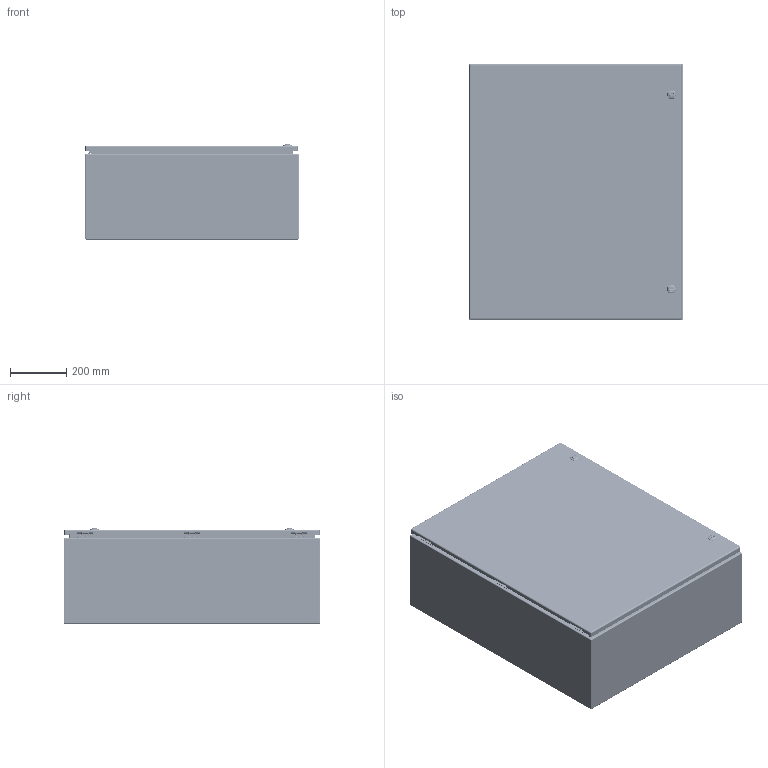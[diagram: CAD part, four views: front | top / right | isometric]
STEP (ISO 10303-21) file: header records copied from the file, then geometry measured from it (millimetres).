
FILE_DESCRIPTION(/* description */ ('5412EALBU 36" x 30" x 12" Assembly'),/* implementation_level */ '2;1');
FILE_NAME(/* name */ '5412EALBU363012.stp',/* time_stamp */ '2025-06-26T17:49:24-04:00',/* author */ ('BoxCad'),/* organization */ (''),/* preprocessor_version */ 'ST-DEVELOPER v20',/* originating_system */ 'Autodesk Inventor 2024',/* authorisation */ '');
FILE_SCHEMA (('AUTOMOTIVE_DESIGN { 1 0 10303 214 3 1 1 }'));
Products named in the file (49): 5412EALBU363012; 5412EALBU363012B; 5412EALBU363012B-P; STK-Q-16010; STUD_AL_M6 x 16mm; 5412EALBU363012C; 5412EALBU363012C-P; 5412EALBU363012G; STK-A-33006-1; STK-A-33006-2; STK-A-33006-3; STK-Q-33006-A; STK-Q-33006-P; STK-Q-33006-B; STK-Q-90261; STK-Q-16060; STK-Q-46020-36; STK-Q-07220-1; STK-Q-07220-2; STK-Q-07220-3; STK-Q-07220-4; STK-Q-07220-A; STK-Q-07220-B; STK-P-02400S; STK-S-00100; STK-A-880SCQ4-SL; STK-Q-78110; STK-Q-78120; STK-Q-78145; STK-Q-03200; STK-Q-78125; STK-Q-78141; STK-Q-90390; STK-Q-78160; STK-Q-04051-08-1; STK-Q-04051-08-2; STK-Q-04051-08-3; STK-Q-04051-08-4; STK-Q-04051-08-5; STK-Q-04051-08-6 ...
Assembly tree (101 placements, depth 4):
  5412EALBU363012
    5412EALBU363012B
      5412EALBU363012B-P
      STK-Q-16010  x6
      STK-P-02400S
      STUD_AL_M6 x 16mm
    5412EALBU363012C
      5412EALBU363012C-P
      5412EALBU363012G
      STK-A-33006-1
        STK-Q-33006-A
        STK-Q-33006-P  x2
        STK-Q-33006-B  x2
        STK-Q-90261  x2
      STK-A-33006-2
        STK-Q-33006-A
        STK-Q-33006-P  x2
        STK-Q-33006-B  x2
        STK-Q-90261  x2
      STK-A-33006-3
        STK-Q-33006-A
        STK-Q-33006-P  x2
        STK-Q-33006-B  x2
        STK-Q-90261  x2
      STK-Q-16060  x4
      STK-Q-46020-36  x2
      STK-Q-07220-1
        STK-Q-07220-A
        STK-Q-07220-B
      STK-Q-07220-2
        STK-Q-07220-A
        STK-Q-07220-B
      STK-Q-07220-3
        STK-Q-07220-A
        STK-Q-07220-B
      STK-Q-07220-4
        STK-Q-07220-A
        STK-Q-07220-B
      STK-P-02400S
      STK-S-00100
      STK-A-880SCQ4-SL  x2
        STK-Q-78110
        STK-Q-78120
        STK-Q-78145
        STK-Q-03200
        STK-Q-78125
        STK-Q-78141
        STK-Q-90390
        STK-Q-78160
    STK-Q-04051-08-1
      STK-Q-04051-08-P
      STK-Q-04051-N
    STK-Q-04051-08-2
      STK-Q-04051-08-P
      STK-Q-04051-N
    STK-Q-04051-08-3
      STK-Q-04051-08-P
      STK-Q-04051-N
    STK-Q-04051-08-4
      STK-Q-04051-08-P
Bounding box: 762 x 914.4 x 338.65 mm (x, y, z)
Volume: 7959089.9 mm3; surface area: 6832582 mm2
Topology: 87 solids, 87 shells, 7797 faces, 20007 edges, 12486 vertices
Faces by surface type: plane 3651, bspline 1687, cylinder 1605, torus 518, sphere 208, cone 128
Full cylindrical faces by diameter (mm): 0.75 x11, 0.762 x11, 1 x12, 1.125 x6, 3.2 x18, 4.191 x64, 4.85 x24, 4.917 x6, 5 x4, 5.1 x28, 5.156 x2, 5.9 x97, 6 x6, 6.015 x64, 6.35 x6, 6.8 x4, 6.85 x24, 7.366 x10, 7.9 x88, 8 x12, 9 x6, 9.017 x6, 9.5 x4, 9.6 x2, 9.906 x4, 10 x2, 12 x6, 12.7 x6, 12.8 x2, 13 x2
Entity records: 122743 total; most frequent: CARTESIAN_POINT 48010, ORIENTED_EDGE 16008, DIRECTION 13494, EDGE_CURVE 8004, VERTEX_POINT 5057, AXIS2_PLACEMENT_3D 4679, LINE 4136, VECTOR 4136
